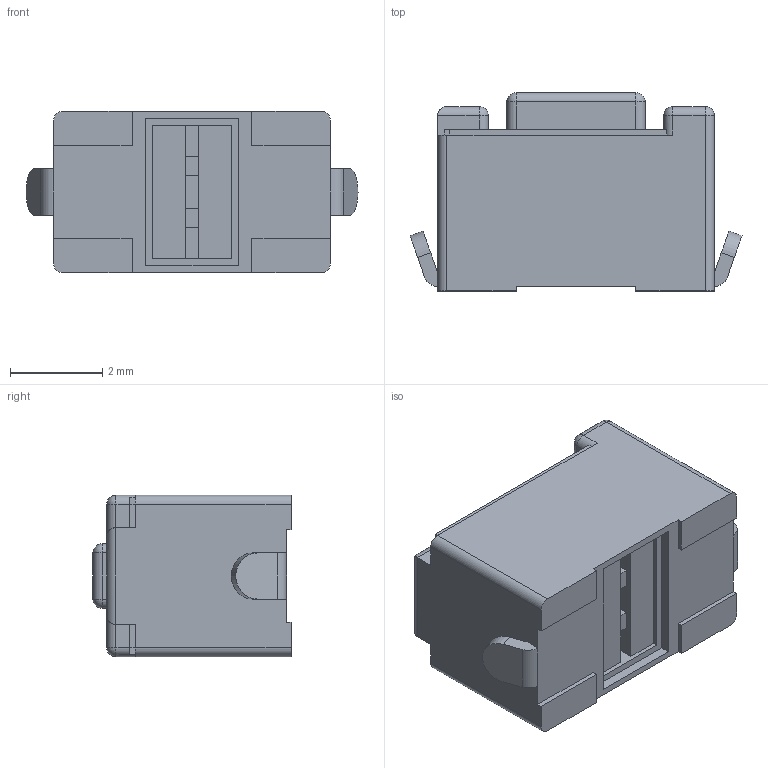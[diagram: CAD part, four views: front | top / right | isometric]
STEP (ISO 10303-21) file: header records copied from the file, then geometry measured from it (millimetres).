
FILE_DESCRIPTION(/* description */ (''),/* implementation_level */ '2;1');
FILE_NAME(/* name */ 'switch_EVQ-PE104K.step',/* time_stamp */ '2024-08-02T20:03:02+02:00',/* author */ (''),/* organization */ (''),/* preprocessor_version */ 'ST-DEVELOPER v20',/* originating_system */ 'Autodesk Translation Framework v13.14.0.145',/* authorisation */ '');
FILE_SCHEMA (('AUTOMOTIVE_DESIGN { 1 0 10303 214 3 1 1 }'));
Length unit declared in the file: millimetre
Products named in the file (1): switch_EVQ-PE104K
Bounding box: 7.2 x 4.3 x 3.5 mm (x, y, z)
Volume: 75.6 mm3; surface area: 134 mm2
Topology: 1 solids, 1 shells, 130 faces, 340 edges, 204 vertices
Faces by surface type: plane 84, cylinder 34, sphere 12
Entity records: 3921 total; most frequent: CARTESIAN_POINT 663, ORIENTED_EDGE 656, DIRECTION 656, EDGE_CURVE 328, LINE 262, VECTOR 262, VERTEX_POINT 204, AXIS2_PLACEMENT_3D 197
